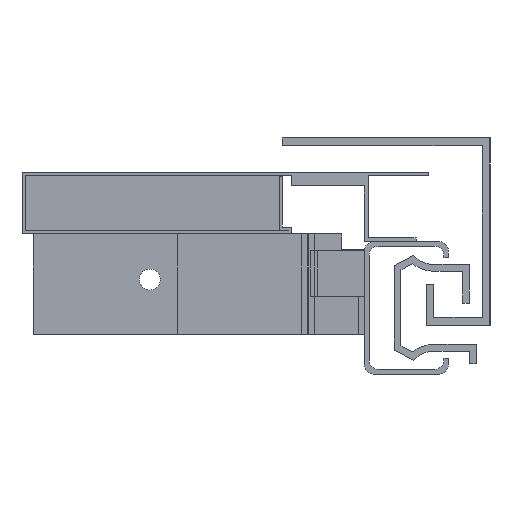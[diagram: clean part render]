
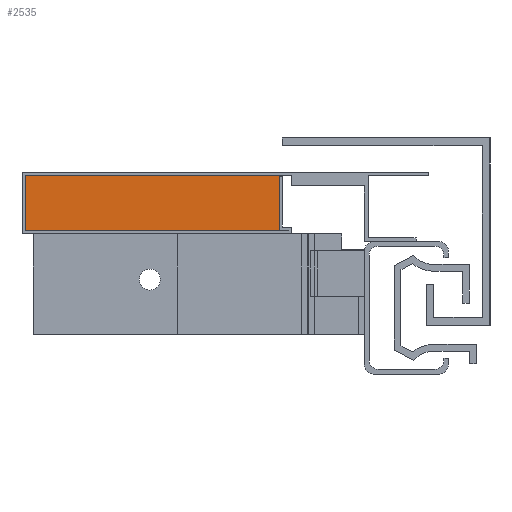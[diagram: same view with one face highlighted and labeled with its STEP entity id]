
A CAD part, left-side view. The second image highlights one B-rep face of the part: STEP entity #2535.
In plain terms, the highlighted planar face has unit normal (-1, 0, 0).
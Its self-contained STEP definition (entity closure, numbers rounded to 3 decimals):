
#149 = EDGE_CURVE ( 'NONE', #10225, #7130, #1409, .T. ) ;
#176 = DIRECTION ( 'NONE',  ( 0., 0., -1. ) ) ;
#266 = EDGE_CURVE ( 'NONE', #7130, #6470, #7357, .T. ) ;
#319 = CARTESIAN_POINT ( 'NONE',  ( -640., 88.3, 29.7 ) ) ;
#569 = CARTESIAN_POINT ( 'NONE',  ( -640., 32.703, 17.6 ) ) ;
#937 = LINE ( 'NONE', #8603, #6683 ) ;
#1409 = LINE ( 'NONE', #319, #8901 ) ;
#1514 = DIRECTION ( 'NONE',  ( 0., -1., 0. ) ) ;
#1637 = DIRECTION ( 'NONE',  ( 0., 0., -1. ) ) ;
#2535 = ADVANCED_FACE ( 'NONE', ( #4991 ), #6644, .T. ) ;
#3512 = CARTESIAN_POINT ( 'NONE',  ( -640., 0., 30.4 ) ) ;
#4991 = FACE_OUTER_BOUND ( 'NONE', #6498, .T. ) ;
#5260 = DIRECTION ( 'NONE',  ( 0., 1., 0. ) ) ;
#5974 = EDGE_CURVE ( 'NONE', #6470, #10734, #937, .T. ) ;
#6312 = AXIS2_PLACEMENT_3D ( 'NONE', #3512, #10226, #1637 ) ;
#6408 = CARTESIAN_POINT ( 'NONE',  ( -640., 88.3, 29.7 ) ) ;
#6470 = VERTEX_POINT ( 'NONE', #9905 ) ;
#6498 = EDGE_LOOP ( 'NONE', ( #8698, #8625, #9844, #10326 ) ) ;
#6627 = VECTOR ( 'NONE', #5260, 1000. ) ;
#6644 = PLANE ( 'NONE',  #6312 ) ;
#6683 = VECTOR ( 'NONE', #176, 1000. ) ;
#6776 = VECTOR ( 'NONE', #1514, 1000. ) ;
#7035 = DIRECTION ( 'NONE',  ( 0., 0., 1. ) ) ;
#7104 = CARTESIAN_POINT ( 'NONE',  ( -640., 88.3, 17.6 ) ) ;
#7130 = VERTEX_POINT ( 'NONE', #6408 ) ;
#7357 = LINE ( 'NONE', #10708, #6776 ) ;
#7635 = CARTESIAN_POINT ( 'NONE',  ( -640., 88.3, 17.6 ) ) ;
#8603 = CARTESIAN_POINT ( 'NONE',  ( -640., 32.703, 29.7 ) ) ;
#8625 = ORIENTED_EDGE ( 'NONE', *, *, #149, .F. ) ;
#8698 = ORIENTED_EDGE ( 'NONE', *, *, #266, .F. ) ;
#8901 = VECTOR ( 'NONE', #7035, 1000. ) ;
#9348 = LINE ( 'NONE', #7635, #6627 ) ;
#9844 = ORIENTED_EDGE ( 'NONE', *, *, #10655, .F. ) ;
#9905 = CARTESIAN_POINT ( 'NONE',  ( -640., 32.703, 29.7 ) ) ;
#10225 = VERTEX_POINT ( 'NONE', #7104 ) ;
#10226 = DIRECTION ( 'NONE',  ( -1., 0., 0. ) ) ;
#10326 = ORIENTED_EDGE ( 'NONE', *, *, #5974, .F. ) ;
#10655 = EDGE_CURVE ( 'NONE', #10734, #10225, #9348, .T. ) ;
#10708 = CARTESIAN_POINT ( 'NONE',  ( -640., 88.3, 29.7 ) ) ;
#10734 = VERTEX_POINT ( 'NONE', #569 ) ;
